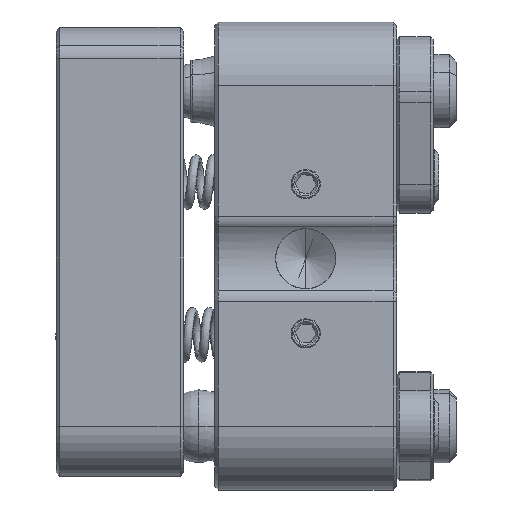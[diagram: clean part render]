
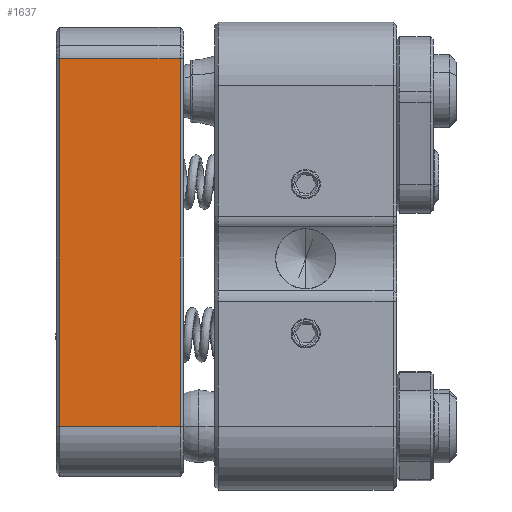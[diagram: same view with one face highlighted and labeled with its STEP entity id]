
A CAD part, front view. The second image highlights one B-rep face of the part: STEP entity #1637.
In plain terms, the highlighted planar face has unit normal (0, -1, 0).
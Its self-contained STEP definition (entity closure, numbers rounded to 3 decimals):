
#776 = VECTOR ( 'NONE', #24413, 1000. ) ;
#1637 = ADVANCED_FACE ( 'NONE', ( #13298 ), #22222, .T. ) ;
#1855 = VERTEX_POINT ( 'NONE', #23817 ) ;
#2169 = CARTESIAN_POINT ( 'NONE',  ( -11.969, -11.95, -11.95 ) ) ;
#2960 = EDGE_CURVE ( 'NONE', #27418, #17651, #13285, .T. ) ;
#3078 = DIRECTION ( 'NONE',  ( 0., 0., 1. ) ) ;
#3953 = EDGE_CURVE ( 'NONE', #17651, #1855, #15021, .T. ) ;
#5363 = ORIENTED_EDGE ( 'NONE', *, *, #19549, .T. ) ;
#7245 = ORIENTED_EDGE ( 'NONE', *, *, #3953, .T. ) ;
#8458 = CARTESIAN_POINT ( 'NONE',  ( -18.769, -11.95, -9.2 ) ) ;
#9753 = CARTESIAN_POINT ( 'NONE',  ( -18.769, -11.95, 10.985 ) ) ;
#10145 = CARTESIAN_POINT ( 'NONE',  ( -11.969, -11.95, 10.985 ) ) ;
#10345 = CARTESIAN_POINT ( 'NONE',  ( -11.969, -11.95, -9.2 ) ) ;
#10352 = VERTEX_POINT ( 'NONE', #12551 ) ;
#11081 = DIRECTION ( 'NONE',  ( 0., -1., 0. ) ) ;
#12551 = CARTESIAN_POINT ( 'NONE',  ( -12.169, -11.95, 10.985 ) ) ;
#13285 = LINE ( 'NONE', #8458, #776 ) ;
#13298 = FACE_OUTER_BOUND ( 'NONE', #20917, .T. ) ;
#14744 = DIRECTION ( 'NONE',  ( 1., 0., 0. ) ) ;
#15021 = LINE ( 'NONE', #10345, #24615 ) ;
#16974 = CARTESIAN_POINT ( 'NONE',  ( -18.769, -11.95, -9.2 ) ) ;
#17651 = VERTEX_POINT ( 'NONE', #16974 ) ;
#17874 = AXIS2_PLACEMENT_3D ( 'NONE', #2169, #11081, #20019 ) ;
#19092 = DIRECTION ( 'NONE',  ( -1., 0., 0. ) ) ;
#19549 = EDGE_CURVE ( 'NONE', #1855, #10352, #22978, .T. ) ;
#19905 = ORIENTED_EDGE ( 'NONE', *, *, #22011, .T. ) ;
#20019 = DIRECTION ( 'NONE',  ( -1., 0., 0. ) ) ;
#20413 = ORIENTED_EDGE ( 'NONE', *, *, #2960, .T. ) ;
#20793 = CARTESIAN_POINT ( 'NONE',  ( -12.169, -11.95, -11.95 ) ) ;
#20917 = EDGE_LOOP ( 'NONE', ( #7245, #5363, #19905, #20413 ) ) ;
#21277 = LINE ( 'NONE', #10145, #23824 ) ;
#22011 = EDGE_CURVE ( 'NONE', #10352, #27418, #21277, .T. ) ;
#22222 = PLANE ( 'NONE',  #17874 ) ;
#22978 = LINE ( 'NONE', #20793, #25345 ) ;
#23817 = CARTESIAN_POINT ( 'NONE',  ( -12.169, -11.95, -9.2 ) ) ;
#23824 = VECTOR ( 'NONE', #19092, 1000. ) ;
#24413 = DIRECTION ( 'NONE',  ( 0., 0., -1. ) ) ;
#24615 = VECTOR ( 'NONE', #14744, 1000. ) ;
#25345 = VECTOR ( 'NONE', #3078, 1000. ) ;
#27418 = VERTEX_POINT ( 'NONE', #9753 ) ;
